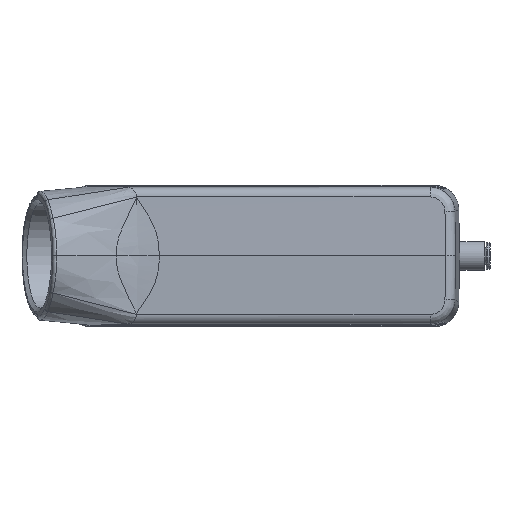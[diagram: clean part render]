
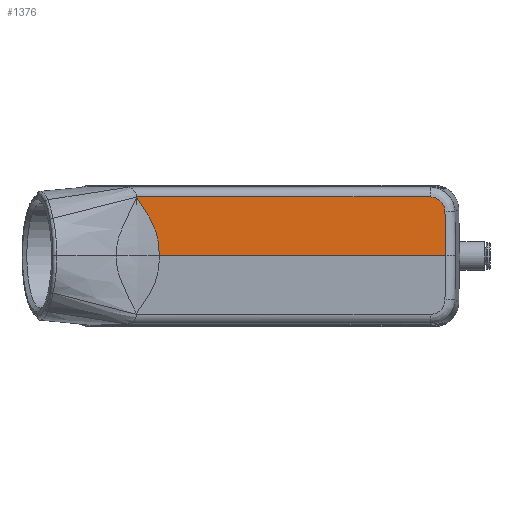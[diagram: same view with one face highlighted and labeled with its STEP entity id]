
A CAD part, top view. The second image highlights one B-rep face of the part: STEP entity #1376.
In plain terms, the highlighted planar face has unit normal (0, 0.018, 1).
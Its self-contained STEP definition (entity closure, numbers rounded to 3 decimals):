
#1045=FACE_OUTER_BOUND('',#2159,.T.);
#1376=ADVANCED_FACE('',(#1045),#1745,.F.);
#1745=PLANE('',#10046);
#2159=EDGE_LOOP('',(#2849,#2850,#2851,#2852,#2853));
#2577=ELLIPSE('',#10045,4.504,4.5);
#2849=ORIENTED_EDGE('',*,*,#5110,.T.);
#2850=ORIENTED_EDGE('',*,*,#5111,.T.);
#2851=ORIENTED_EDGE('',*,*,#5112,.F.);
#2852=ORIENTED_EDGE('',*,*,#5113,.T.);
#2853=ORIENTED_EDGE('',*,*,#5114,.T.);
#4559=VERTEX_POINT('',#14415);
#4560=VERTEX_POINT('',#14416);
#4561=VERTEX_POINT('',#14503);
#4562=VERTEX_POINT('',#14505);
#4563=VERTEX_POINT('',#14507);
#5110=EDGE_CURVE('',#4559,#4560,#7897,.T.);
#5111=EDGE_CURVE('',#4560,#4561,#6187,.T.);
#5112=EDGE_CURVE('',#4562,#4561,#7898,.T.);
#5113=EDGE_CURVE('',#4562,#4563,#7899,.T.);
#5114=EDGE_CURVE('',#4563,#4559,#2577,.T.);
#6187=B_SPLINE_CURVE_WITH_KNOTS('',3,(#14417,#14418,#14419,#14420,#14421,
#14422,#14423,#14424,#14425,#14426,#14427,#14428,#14429,#14430,#14431,#14432,
#14433,#14434,#14435,#14436,#14437,#14438,#14439,#14440,#14441,#14442,#14443,
#14444,#14445,#14446,#14447,#14448,#14449,#14450,#14451,#14452,#14453,#14454,
#14455,#14456,#14457,#14458,#14459,#14460,#14461,#14462,#14463,#14464,#14465,
#14466,#14467,#14468,#14469,#14470,#14471,#14472,#14473,#14474,#14475,#14476,
#14477,#14478,#14479,#14480,#14481,#14482,#14483,#14484,#14485,#14486,#14487,
#14488,#14489,#14490,#14491,#14492,#14493,#14494,#14495,#14496,#14497,#14498,
#14499,#14500,#14501,#14502),.UNSPECIFIED.,.F.,.F.,(4,2,2,2,2,1,1,1,1,2,
2,1,1,2,2,2,2,1,1,2,2,1,1,2,2,2,1,1,2,2,1,1,2,2,2,2,2,1,1,1,2,2,2,2,1,1,
2,2,1,1,1,2,2,4),(0.,0.031,0.047,0.063,
0.078,0.094,0.109,0.117,
0.121,0.123,0.125,0.141,
0.148,0.152,0.156,0.172,
0.188,0.203,0.211,0.215,
0.219,0.234,0.242,0.246,0.25,
0.313,0.344,0.359,0.367,
0.375,0.391,0.398,0.402,
0.406,0.422,0.438,0.5,
0.531,0.547,0.555,0.559,
0.563,0.594,0.625,0.688,
0.719,0.734,0.75,0.813,
0.844,0.859,0.867,0.875,
1.),.UNSPECIFIED.);
#7897=LINE('',#14414,#8477);
#7898=LINE('',#14504,#8478);
#7899=LINE('',#14506,#8479);
#8477=VECTOR('',#10894,1.);
#8478=VECTOR('',#10895,1.);
#8479=VECTOR('',#10896,1.);
#10045=AXIS2_PLACEMENT_3D('',#14508,#10897,#10898);
#10046=AXIS2_PLACEMENT_3D('',#14509,#10899,#10900);
#10894=DIRECTION('',(-1.,0.,0.));
#10895=DIRECTION('',(-1.,0.,0.));
#10896=DIRECTION('',(-0.017,1.,-0.017));
#10897=DIRECTION('',(0.,0.017,1.));
#10898=DIRECTION('',(0.622,0.783,-0.014));
#10899=DIRECTION('',(0.,-0.017,-1.));
#10900=DIRECTION('',(0.,-1.,0.017));
#14414=CARTESIAN_POINT('',(0.,17.852,53.038));
#14415=CARTESIAN_POINT('',(51.056,17.852,53.038));
#14416=CARTESIAN_POINT('',(-38.231,17.847,53.041));
#14417=CARTESIAN_POINT('',(-38.162,17.852,53.038));
#14418=CARTESIAN_POINT('',(-38.156,17.676,53.041));
#14419=CARTESIAN_POINT('',(-38.106,17.49,53.045));
#14420=CARTESIAN_POINT('',(-37.969,17.2,53.05));
#14421=CARTESIAN_POINT('',(-37.933,17.139,53.051));
#14422=CARTESIAN_POINT('',(-37.832,16.974,53.054));
#14423=CARTESIAN_POINT('',(-37.77,16.88,53.055));
#14424=CARTESIAN_POINT('',(-37.622,16.667,53.059));
#14425=CARTESIAN_POINT('',(-37.539,16.553,53.061));
#14426=CARTESIAN_POINT('',(-37.409,16.37,53.064));
#14427=CARTESIAN_POINT('',(-37.28,16.187,53.067));
#14428=CARTESIAN_POINT('',(-37.123,15.955,53.072));
#14429=CARTESIAN_POINT('',(-37.014,15.791,53.074));
#14430=CARTESIAN_POINT('',(-36.96,15.709,53.076));
#14431=CARTESIAN_POINT('',(-36.937,15.674,53.076));
#14432=CARTESIAN_POINT('',(-36.922,15.651,53.077));
#14433=CARTESIAN_POINT('',(-36.907,15.627,53.077));
#14434=CARTESIAN_POINT('',(-36.905,15.625,53.077));
#14435=CARTESIAN_POINT('',(-36.853,15.555,53.078));
#14436=CARTESIAN_POINT('',(-36.702,15.353,53.082));
#14437=CARTESIAN_POINT('',(-36.619,15.241,53.084));
#14438=CARTESIAN_POINT('',(-36.559,15.161,53.085));
#14439=CARTESIAN_POINT('',(-36.513,15.101,53.086));
#14440=CARTESIAN_POINT('',(-36.409,14.961,53.089));
#14441=CARTESIAN_POINT('',(-36.335,14.859,53.091));
#14442=CARTESIAN_POINT('',(-36.205,14.674,53.094));
#14443=CARTESIAN_POINT('',(-36.16,14.608,53.095));
#14444=CARTESIAN_POINT('',(-36.046,14.427,53.098));
#14445=CARTESIAN_POINT('',(-35.962,14.289,53.101));
#14446=CARTESIAN_POINT('',(-35.869,14.126,53.103));
#14447=CARTESIAN_POINT('',(-35.83,14.056,53.105));
#14448=CARTESIAN_POINT('',(-35.805,14.009,53.105));
#14449=CARTESIAN_POINT('',(-35.785,13.971,53.106));
#14450=CARTESIAN_POINT('',(-35.758,13.922,53.107));
#14451=CARTESIAN_POINT('',(-35.699,13.823,53.109));
#14452=CARTESIAN_POINT('',(-35.582,13.638,53.112));
#14453=CARTESIAN_POINT('',(-35.522,13.543,53.114));
#14454=CARTESIAN_POINT('',(-35.479,13.477,53.115));
#14455=CARTESIAN_POINT('',(-35.448,13.429,53.116));
#14456=CARTESIAN_POINT('',(-35.192,13.033,53.123));
#14457=CARTESIAN_POINT('',(-34.948,12.664,53.129));
#14458=CARTESIAN_POINT('',(-34.572,12.11,53.139));
#14459=CARTESIAN_POINT('',(-34.394,11.833,53.143));
#14460=CARTESIAN_POINT('',(-34.204,11.508,53.149));
#14461=CARTESIAN_POINT('',(-34.127,11.369,53.152));
#14462=CARTESIAN_POINT('',(-34.076,11.276,53.153));
#14463=CARTESIAN_POINT('',(-34.043,11.214,53.154));
#14464=CARTESIAN_POINT('',(-33.994,11.121,53.156));
#14465=CARTESIAN_POINT('',(-33.936,11.005,53.158));
#14466=CARTESIAN_POINT('',(-33.853,10.829,53.161));
#14467=CARTESIAN_POINT('',(-33.814,10.745,53.162));
#14468=CARTESIAN_POINT('',(-33.787,10.687,53.163));
#14469=CARTESIAN_POINT('',(-33.769,10.646,53.164));
#14470=CARTESIAN_POINT('',(-33.724,10.547,53.166));
#14471=CARTESIAN_POINT('',(-33.684,10.461,53.167));
#14472=CARTESIAN_POINT('',(-33.597,10.276,53.171));
#14473=CARTESIAN_POINT('',(-33.543,10.162,53.173));
#14474=CARTESIAN_POINT('',(-33.319,9.698,53.181));
#14475=CARTESIAN_POINT('',(-33.142,9.329,53.187));
#14476=CARTESIAN_POINT('',(-32.871,8.768,53.197));
#14477=CARTESIAN_POINT('',(-32.745,8.489,53.202));
#14478=CARTESIAN_POINT('',(-32.613,8.164,53.207));
#14479=CARTESIAN_POINT('',(-32.55,8.002,53.21));
#14480=CARTESIAN_POINT('',(-32.524,7.932,53.212));
#14481=CARTESIAN_POINT('',(-32.507,7.886,53.212));
#14482=CARTESIAN_POINT('',(-32.495,7.852,53.213));
#14483=CARTESIAN_POINT('',(-32.457,7.746,53.215));
#14484=CARTESIAN_POINT('',(-32.412,7.607,53.217));
#14485=CARTESIAN_POINT('',(-32.301,7.234,53.224));
#14486=CARTESIAN_POINT('',(-32.232,6.988,53.228));
#14487=CARTESIAN_POINT('',(-32.012,6.191,53.242));
#14488=CARTESIAN_POINT('',(-31.833,5.513,53.254));
#14489=CARTESIAN_POINT('',(-31.693,4.93,53.264));
#14490=CARTESIAN_POINT('',(-31.648,4.725,53.268));
#14491=CARTESIAN_POINT('',(-31.621,4.598,53.27));
#14492=CARTESIAN_POINT('',(-31.612,4.553,53.271));
#14493=CARTESIAN_POINT('',(-31.55,4.221,53.276));
#14494=CARTESIAN_POINT('',(-31.483,3.742,53.285));
#14495=CARTESIAN_POINT('',(-31.42,3.04,53.297));
#14496=CARTESIAN_POINT('',(-31.392,2.655,53.304));
#14497=CARTESIAN_POINT('',(-31.381,2.481,53.307));
#14498=CARTESIAN_POINT('',(-31.374,2.364,53.309));
#14499=CARTESIAN_POINT('',(-31.369,2.293,53.31));
#14500=CARTESIAN_POINT('',(-31.322,1.476,53.324));
#14501=CARTESIAN_POINT('',(-31.314,0.728,53.337));
#14502=CARTESIAN_POINT('',(-31.343,0.,53.35));
#14503=CARTESIAN_POINT('',(-31.343,0.,53.35));
#14504=CARTESIAN_POINT('',(0.,0.,53.35));
#14505=CARTESIAN_POINT('',(55.782,0.,53.35));
#14506=CARTESIAN_POINT('',(55.555,13.337,53.117));
#14507=CARTESIAN_POINT('',(55.554,13.431,53.116));
#14508=CARTESIAN_POINT('',(51.053,13.35,53.117));
#14509=CARTESIAN_POINT('',(0.,0.,53.35));
